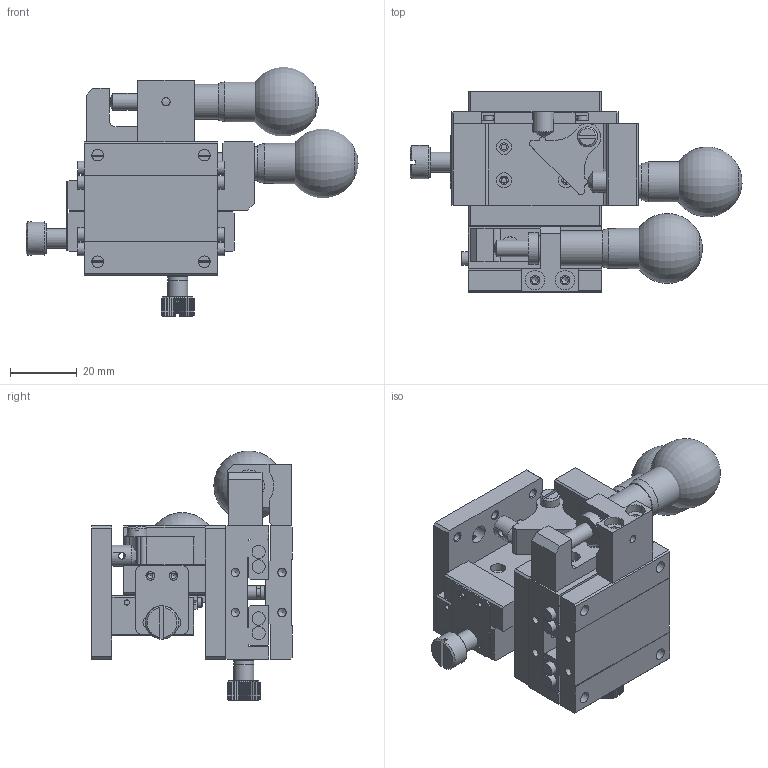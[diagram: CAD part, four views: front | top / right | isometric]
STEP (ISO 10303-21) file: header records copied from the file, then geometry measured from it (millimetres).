
FILE_DESCRIPTION (( 'STEP AP203' ), '1' );
FILE_NAME ('528894.STEP', '2024-11-13T03:30:16', ( 'Windows User' ), ( 'P R C' ), 'SwSTEP 2.0', 'SolidWorks 2020', '' );
FILE_SCHEMA (( 'CONFIG_CONTROL_DESIGN' ));
Products named in the file (1): 528894
Bounding box: 99.59 x 60 x 74.89 mm (x, y, z)
Surface area: 46255.6 mm2 (no closed solid volume)
Topology: 0 solids, 17 shells, 4704 faces, 9905 edges, 5312 vertices
Faces by surface type: bspline 2883, cylinder 1058, plane 438, cone 323, torus 2
Full cylindrical faces by diameter (mm): 1.567 x13, 1.65 x8, 2 x1, 2.013 x16, 2.459 x35, 2.5 x10, 2.6 x2, 2.8 x4, 3 x22, 3.2 x6, 3.5 x8, 4 x12, 4.4 x4, 4.5 x8, 4.917 x2, 5 x7, 5.5 x2, 5.8 x2, 6 x17, 6.35 x2, 7.5 x2, 9 x2, 9.5 x3, 10 x2, 10.5 x1, 12.034 x2
Entity records: 173449 total; most frequent: CARTESIAN_POINT 108115, ORIENTED_EDGE 19016, EDGE_CURVE 9510, DIRECTION 6509, VERTEX_POINT 5207, EDGE_LOOP 5171, FACE_OUTER_BOUND 4897, ADVANCED_FACE 4704
